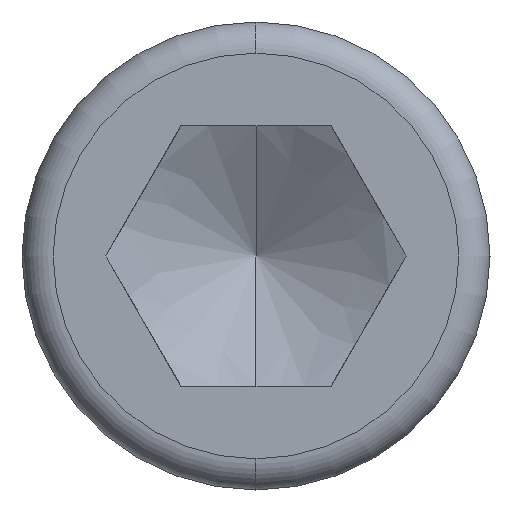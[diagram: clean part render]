
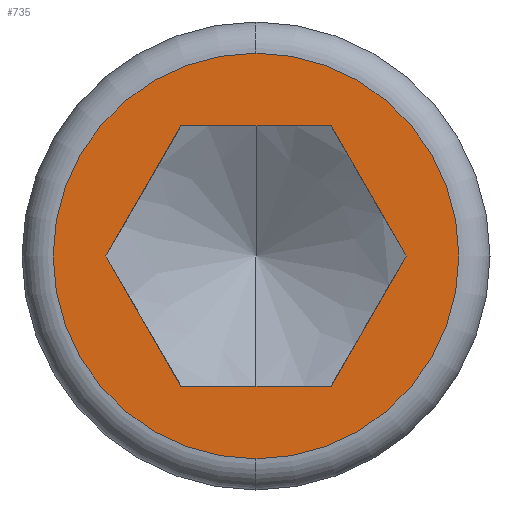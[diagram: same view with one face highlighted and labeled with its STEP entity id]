
A CAD part, left-side view. The second image highlights one B-rep face of the part: STEP entity #735.
In plain terms, the highlighted planar face has unit normal (-1, 0, 0).
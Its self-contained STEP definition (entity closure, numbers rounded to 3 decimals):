
#531=EDGE_CURVE('',#1201,#699,#1485,.T.);
#551=EDGE_CURVE('',#817,#1231,#1509,.T.);
#699=VERTEX_POINT('',#1671);
#721=EDGE_CURVE('',#699,#1201,#1697,.T.);
#735=ADVANCED_FACE('',(#1714,#1715),#1716,.T.);
#791=EDGE_CURVE('',#1411,#1113,#1777,.T.);
#817=VERTEX_POINT('',#1806);
#1025=EDGE_CURVE('',#1311,#817,#2040,.T.);
#1113=VERTEX_POINT('',#2142);
#1199=EDGE_CURVE('',#1259,#1411,#2237,.T.);
#1201=VERTEX_POINT('',#2239);
#1203=EDGE_CURVE('',#1231,#1259,#2241,.T.);
#1231=VERTEX_POINT('',#2274);
#1259=VERTEX_POINT('',#2303);
#1311=VERTEX_POINT('',#2362);
#1323=EDGE_CURVE('',#1113,#1311,#2375,.T.);
#1411=VERTEX_POINT('',#2476);
#1485=CIRCLE('',#2556,7.8);
#1509=LINE('',#2597,#2598);
#1671=CARTESIAN_POINT('',(-12.,0.,-7.8));
#1697=CIRCLE('',#2854,7.8);
#1714=FACE_OUTER_BOUND('',#2874,.T.);
#1715=FACE_BOUND('',#2875,.T.);
#1716=PLANE('',#2876);
#1777=LINE('',#2956,#2957);
#1806=CARTESIAN_POINT('',(-12.,2.887,-5.001));
#2040=LINE('',#3314,#3315);
#2142=CARTESIAN_POINT('',(-12.,-5.775,0.0));
#2237=LINE('',#3600,#3601);
#2239=CARTESIAN_POINT('',(-12.,0.,7.8));
#2241=LINE('',#3606,#3607);
#2274=CARTESIAN_POINT('',(-12.,5.775,0.));
#2303=CARTESIAN_POINT('',(-12.,2.887,5.001));
#2362=CARTESIAN_POINT('',(-12.,-2.888,-5.001));
#2375=LINE('',#3776,#3777);
#2476=CARTESIAN_POINT('',(-12.,-2.888,5.001));
#2556=AXIS2_PLACEMENT_3D('',#3977,#3978,#3979);
#2597=CARTESIAN_POINT('',(-12.,5.053,-1.25));
#2598=VECTOR('',#4007,1.0);
#2854=AXIS2_PLACEMENT_3D('',#4242,#4243,#4244);
#2874=EDGE_LOOP('',(#4274,#4275));
#2875=EDGE_LOOP('',(#4276,#4277,#4278,#4279,#4280,#4281));
#2876=AXIS2_PLACEMENT_3D('',#4282,#4283,#4284);
#2956=CARTESIAN_POINT('',(-12.,-5.053,1.25));
#2957=VECTOR('',#4364,1.0);
#3314=CARTESIAN_POINT('',(-12.,1.444,-5.001));
#3315=VECTOR('',#4717,1.0);
#3600=CARTESIAN_POINT('',(-12.,-1.444,5.001));
#3601=VECTOR('',#5002,1.0);
#3606=CARTESIAN_POINT('',(-12.,3.609,3.751));
#3607=VECTOR('',#5003,1.0);
#3776=CARTESIAN_POINT('',(-12.,-3.609,-3.751));
#3777=VECTOR('',#5165,1.0);
#3977=CARTESIAN_POINT('',(-12.,0.,0.));
#3978=DIRECTION('',(1.0,0.,0.));
#3979=DIRECTION('',(0.,0.,-1.0));
#4007=DIRECTION('',(0.0,0.5,0.866));
#4242=CARTESIAN_POINT('',(-12.,0.,0.));
#4243=DIRECTION('',(1.0,0.,0.));
#4244=DIRECTION('',(0.,0.,-1.0));
#4274=ORIENTED_EDGE('',*,*,#721,.F.);
#4275=ORIENTED_EDGE('',*,*,#531,.F.);
#4276=ORIENTED_EDGE('',*,*,#1203,.T.);
#4277=ORIENTED_EDGE('',*,*,#1199,.T.);
#4278=ORIENTED_EDGE('',*,*,#791,.T.);
#4279=ORIENTED_EDGE('',*,*,#1323,.T.);
#4280=ORIENTED_EDGE('',*,*,#1025,.T.);
#4281=ORIENTED_EDGE('',*,*,#551,.T.);
#4282=CARTESIAN_POINT('',(-12.,0.,-6.787));
#4283=DIRECTION('',(-1.0,0.,0.));
#4284=DIRECTION('',(0.,0.,1.0));
#4364=DIRECTION('',(0.0,-0.5,-0.866));
#4717=DIRECTION('',(0.0,1.0,0.0));
#5002=DIRECTION('',(0.0,-1.0,0.0));
#5003=DIRECTION('',(0.0,-0.5,0.866));
#5165=DIRECTION('',(0.0,0.5,-0.866));
